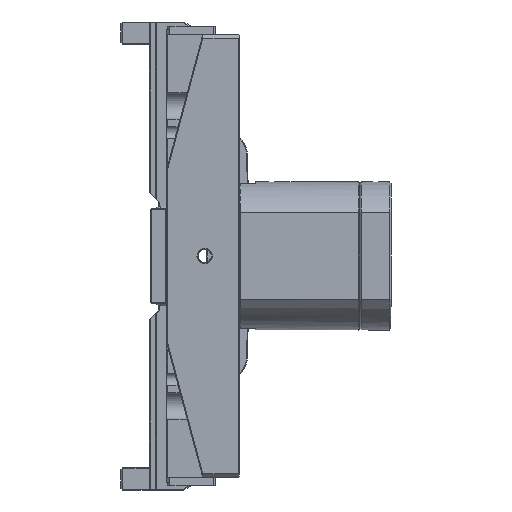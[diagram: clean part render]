
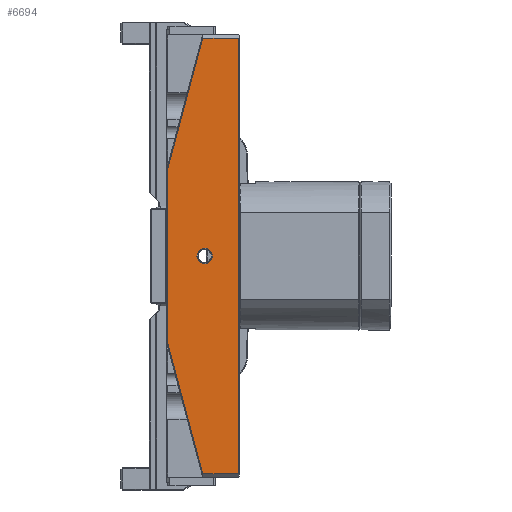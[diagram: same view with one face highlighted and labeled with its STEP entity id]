
A CAD part, left-side view. The second image highlights one B-rep face of the part: STEP entity #6694.
In plain terms, the highlighted planar face has unit normal (-1, 0, 0).
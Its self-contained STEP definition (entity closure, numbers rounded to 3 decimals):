
#4921 = EDGE_CURVE ( 'NONE', #5598, #5135, #11639, .T. ) ;
#5135 = VERTEX_POINT ( 'NONE', #12754 ) ;
#5598 = VERTEX_POINT ( 'NONE', #13120 ) ;
#6130 = EDGE_CURVE ( 'NONE', #5135, #5598, #11996, .T. ) ;
#6131 = EDGE_CURVE ( 'NONE', #8330, #8360, #10885, .T. ) ;
#6132 = EDGE_CURVE ( 'NONE', #8216, #8330, #10886, .T. ) ;
#6133 = EDGE_CURVE ( 'NONE', #8360, #8046, #10887, .T. ) ;
#6134 = EDGE_CURVE ( 'NONE', #8046, #8333, #10888, .T. ) ;
#6135 = EDGE_CURVE ( 'NONE', #8333, #8300, #10889, .T. ) ;
#6136 = EDGE_CURVE ( 'NONE', #8300, #8216, #10890, .T. ) ;
#6694 = ADVANCED_FACE ( 'NONE', ( #11375, #11376 ), #17126, .F. ) ;
#7039 = EDGE_LOOP ( 'NONE', ( #14418, #14420 ) ) ;
#7049 = EDGE_LOOP ( 'NONE', ( #14424, #14426, #14422, #14430, #14428, #14432 ) ) ;
#8046 = VERTEX_POINT ( 'NONE', #17169 ) ;
#8216 = VERTEX_POINT ( 'NONE', #17212 ) ;
#8300 = VERTEX_POINT ( 'NONE', #17249 ) ;
#8330 = VERTEX_POINT ( 'NONE', #17260 ) ;
#8333 = VERTEX_POINT ( 'NONE', #17262 ) ;
#8360 = VERTEX_POINT ( 'NONE', #17271 ) ;
#10885 = LINE ( 'NONE', #13974, #12010 ) ;
#10886 = LINE ( 'NONE', #13976, #12011 ) ;
#10887 = LINE ( 'NONE', #13978, #12012 ) ;
#10888 = LINE ( 'NONE', #13980, #12013 ) ;
#10889 = LINE ( 'NONE', #13982, #12014 ) ;
#10890 = LINE ( 'NONE', #13984, #12016 ) ;
#11375 = FACE_BOUND ( 'NONE', #7039, .T. ) ;
#11376 = FACE_OUTER_BOUND ( 'NONE', #7049, .T. ) ;
#11639 = CIRCLE ( 'NONE', #11640, 4.883 ) ;
#11640 = AXIS2_PLACEMENT_3D ( 'NONE', #12347, #12348, #12349 ) ;
#11996 = CIRCLE ( 'NONE', #12008, 4.883 ) ;
#12008 = AXIS2_PLACEMENT_3D ( 'NONE', #13971, #13972, #13973 ) ;
#12010 = VECTOR ( 'NONE', #13975, 1000. ) ;
#12011 = VECTOR ( 'NONE', #13977, 1000. ) ;
#12012 = VECTOR ( 'NONE', #13979, 1000. ) ;
#12013 = VECTOR ( 'NONE', #13981, 1000. ) ;
#12014 = VECTOR ( 'NONE', #13983, 1000. ) ;
#12016 = VECTOR ( 'NONE', #13985, 1000. ) ;
#12347 = CARTESIAN_POINT ( 'NONE',  ( -44., 22., 0. ) ) ;
#12348 = DIRECTION ( 'NONE',  ( -1., 0., 0. ) ) ;
#12349 = DIRECTION ( 'NONE',  ( 0., 0., 1. ) ) ;
#12754 = CARTESIAN_POINT ( 'NONE',  ( -44., 22., 4.883 ) ) ;
#13120 = CARTESIAN_POINT ( 'NONE',  ( -44., 22., -4.883 ) ) ;
#13971 = CARTESIAN_POINT ( 'NONE',  ( -44., 22., 0. ) ) ;
#13972 = DIRECTION ( 'NONE',  ( -1., 0., 0. ) ) ;
#13973 = DIRECTION ( 'NONE',  ( 0., 0., 1. ) ) ;
#13974 = CARTESIAN_POINT ( 'NONE',  ( -44., 46., -138. ) ) ;
#13975 = DIRECTION ( 'NONE',  ( 0., -1., 0. ) ) ;
#13976 = CARTESIAN_POINT ( 'NONE',  ( -44., 22.741, -139.871 ) ) ;
#13977 = DIRECTION ( 'NONE',  ( 0., -0.259, -0.966 ) ) ;
#13978 = CARTESIAN_POINT ( 'NONE',  ( -44., 0.5, -140. ) ) ;
#13979 = DIRECTION ( 'NONE',  ( 0., 0., 1. ) ) ;
#13980 = CARTESIAN_POINT ( 'NONE',  ( -44., 46., 138. ) ) ;
#13981 = DIRECTION ( 'NONE',  ( 0., 1., 0. ) ) ;
#13982 = CARTESIAN_POINT ( 'NONE',  ( -44., 45.517, 54.871 ) ) ;
#13983 = DIRECTION ( 'NONE',  ( 0., 0.259, -0.966 ) ) ;
#13984 = CARTESIAN_POINT ( 'NONE',  ( -44., 45.5, -55. ) ) ;
#13985 = DIRECTION ( 'NONE',  ( 0., 0., -1. ) ) ;
#14418 = ORIENTED_EDGE ( 'NONE', *, *, #6130, .F. ) ;
#14420 = ORIENTED_EDGE ( 'NONE', *, *, #4921, .F. ) ;
#14422 = ORIENTED_EDGE ( 'NONE', *, *, #6133, .T. ) ;
#14424 = ORIENTED_EDGE ( 'NONE', *, *, #6132, .T. ) ;
#14426 = ORIENTED_EDGE ( 'NONE', *, *, #6131, .T. ) ;
#14428 = ORIENTED_EDGE ( 'NONE', *, *, #6135, .T. ) ;
#14430 = ORIENTED_EDGE ( 'NONE', *, *, #6134, .T. ) ;
#14432 = ORIENTED_EDGE ( 'NONE', *, *, #6136, .T. ) ;
#15922 = AXIS2_PLACEMENT_3D ( 'NONE', #17127, #17128, #17129 ) ;
#17126 = PLANE ( 'NONE',  #15922 ) ;
#17127 = CARTESIAN_POINT ( 'NONE',  ( -44., 46., -140. ) ) ;
#17128 = DIRECTION ( 'NONE',  ( 1., 0., 0. ) ) ;
#17129 = DIRECTION ( 'NONE',  ( 0., 0., -1. ) ) ;
#17169 = CARTESIAN_POINT ( 'NONE',  ( -44., 0.5, 138. ) ) ;
#17212 = CARTESIAN_POINT ( 'NONE',  ( -44., 45.5, -54.934 ) ) ;
#17249 = CARTESIAN_POINT ( 'NONE',  ( -44., 45.5, 54.934 ) ) ;
#17260 = CARTESIAN_POINT ( 'NONE',  ( -44., 23.243, -138. ) ) ;
#17262 = CARTESIAN_POINT ( 'NONE',  ( -44., 23.243, 138. ) ) ;
#17271 = CARTESIAN_POINT ( 'NONE',  ( -44., 0.5, -138. ) ) ;
